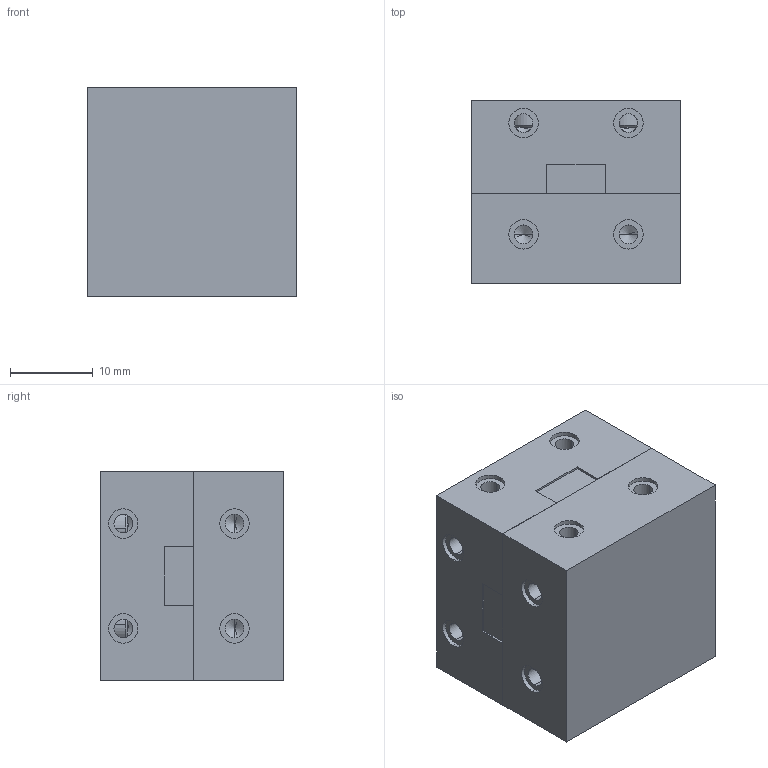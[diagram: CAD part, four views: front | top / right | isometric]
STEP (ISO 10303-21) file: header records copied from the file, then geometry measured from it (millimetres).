
FILE_DESCRIPTION (( 'STEP AP203' ), '1' );
FILE_NAME ('SWP-27338302-28-S1.STEP', '2021-03-01T19:54:06', ( '' ), ( '' ), 'SwSTEP 2.0', 'SolidWorks 2020', '' );
FILE_SCHEMA (( 'CONFIG_CONTROL_DESIGN' ));
Length unit declared in the file: inch
Products named in the file (4): SWP-27338302-28-S1; DMWM-28-301-1,DF; DMWM-28-302-1,DF; PHW-SCXXXX-Y DF_PHW-SC0413-1
Assembly tree (6 placements, depth 2):
  SWP-27338302-28-S1
    DMWM-28-301-1,DF
    DMWM-28-302-1,DF
    PHW-SCXXXX-Y DF_PHW-SC0413-1  x4
Bounding box: 25.4 x 22.23 x 25.4 mm (x, y, z)
Volume: 13531 mm3; surface area: 6372.9 mm2
Topology: 6 solids, 6 shells, 268 faces, 628 edges, 373 vertices
Faces by surface type: cylinder 98, cone 87, plane 83
Entity records: 6372 total; most frequent: CARTESIAN_POINT 1270, DIRECTION 1008, ORIENTED_EDGE 918, EDGE_CURVE 459, AXIS2_PLACEMENT_3D 401, VERTEX_POINT 295, EDGE_LOOP 236, VECTOR 206
